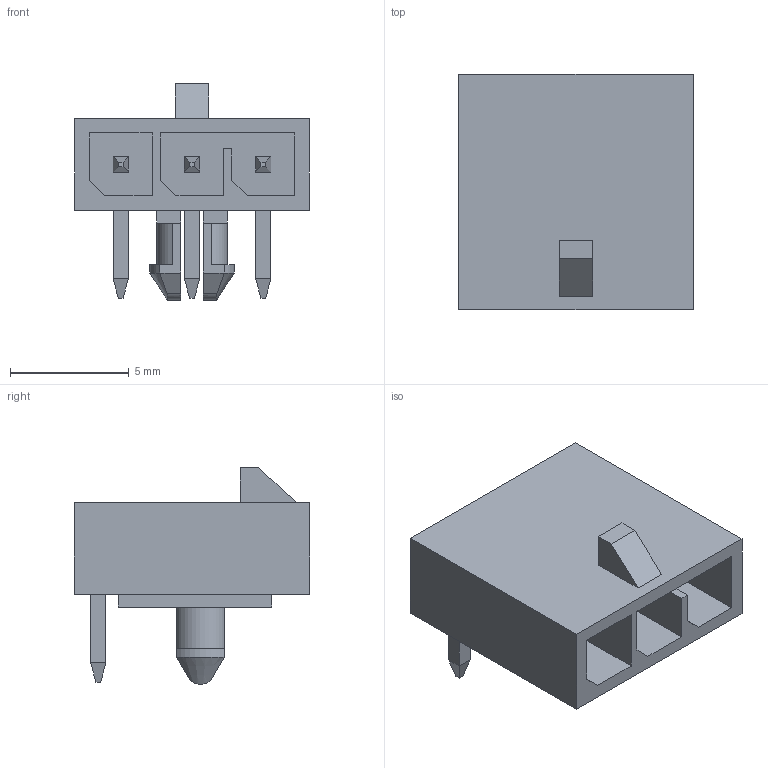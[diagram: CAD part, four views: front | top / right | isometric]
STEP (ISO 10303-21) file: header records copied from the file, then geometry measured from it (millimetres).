
FILE_DESCRIPTION(/* description */ (''),/* implementation_level */ '2;1');
FILE_NAME(/* name */ '2157601003wbm000_02_214.stp',/* time_stamp */ '2023-10-27T11:51:45+05:00',/* author */ (''),/* organization */ (''),/* preprocessor_version */ 'ST-DEVELOPER v16.7',/* originating_system */ 'SIEMENS PLM Software NX 1919',/* authorisation */ '');
FILE_SCHEMA (('AUTOMOTIVE_DESIGN { 1 0 10303 214 3 1 1 1 }'));
Length unit declared in the file: millimetre
Products named in the file (1): 2157601003wbm000_02
Bounding box: 9.85 x 9.91 x 9.12 mm (x, y, z)
Volume: 269.3 mm3; surface area: 655.6 mm2
Topology: 1 solids, 1 shells, 112 faces, 267 edges, 168 vertices
Faces by surface type: plane 104, cylinder 6, cone 2
Entity records: 3229 total; most frequent: CARTESIAN_POINT 622, ORIENTED_EDGE 534, DIRECTION 499, EDGE_CURVE 267, LINE 249, VECTOR 249, VERTEX_POINT 168, AXIS2_PLACEMENT_3D 125
